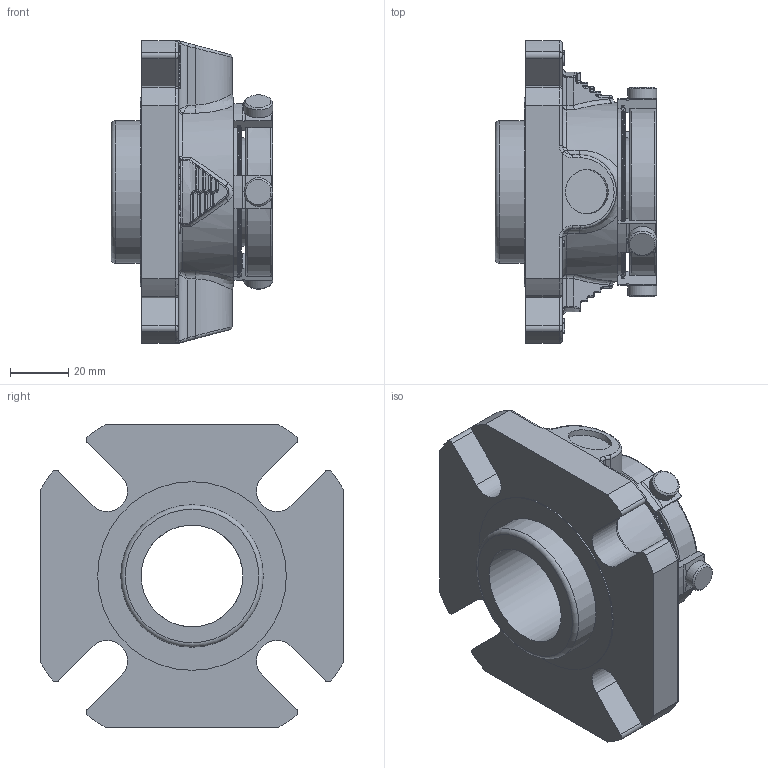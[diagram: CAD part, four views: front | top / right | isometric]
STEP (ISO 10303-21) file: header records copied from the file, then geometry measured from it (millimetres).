
FILE_DESCRIPTION(/* description */ ('Unknown'),/* implementation_level */ '2;1');
FILE_NAME(/* name */ '35mm SMSS SEAL ARRANGEMENT',/* time_stamp */ '2023-04-18T09:47:17+01:00',/* author */ ('Unknown'),/* organization */ ('Unknown'),/* preprocessor_version */ 'ST-DEVELOPER v18.102',/* originating_system */ 'Solid Edge',/* authorisation */ 'Unknown');
FILE_SCHEMA (('AUTOMOTIVE_DESIGN {1 0 10303 214 3 1 1}'));
Length unit declared in the file: millimetre
Products named in the file (1): 35mm
Bounding box: 55.67 x 104.14 x 104.14 mm (x, y, z)
Volume: 189576.2 mm3; surface area: 42527.6 mm2
Topology: 1 solids, 1 shells, 871 faces, 2199 edges, 1371 vertices
Faces by surface type: cylinder 327, plane 290, bspline 112, torus 85, sphere 36, cone 21
Full cylindrical faces by diameter (mm): 3.628 x2, 5.994 x4, 9.88 x4, 15.25 x2, 35 x1, 36.945 x2, 37.351 x1, 49.024 x1, 58.108 x1, 58.166 x2, 59.69 x1, 64.935 x1
Entity records: 33819 total; most frequent: CARTESIAN_POINT 7360, ORIENTED_EDGE 4266, DIRECTION 4192, EDGE_CURVE 2133, AXIS2_PLACEMENT_3D 1569, VERTEX_POINT 1359, LINE 1054, VECTOR 1054
